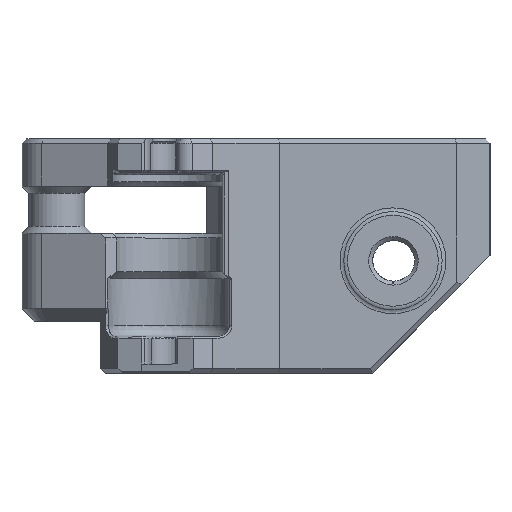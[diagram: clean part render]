
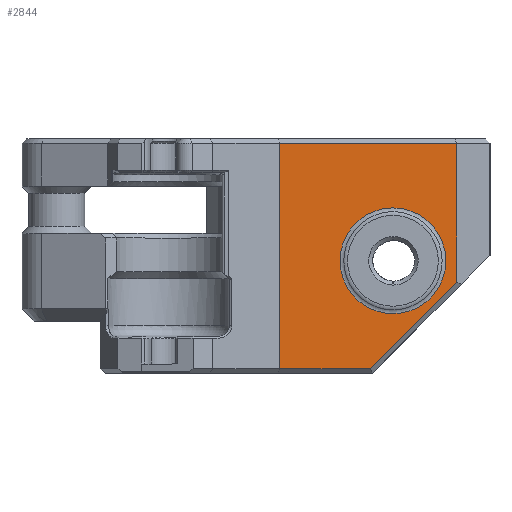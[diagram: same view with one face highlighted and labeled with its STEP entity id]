
A CAD part, top view. The second image highlights one B-rep face of the part: STEP entity #2844.
In plain terms, the highlighted planar face has unit normal (0, 0, 1).
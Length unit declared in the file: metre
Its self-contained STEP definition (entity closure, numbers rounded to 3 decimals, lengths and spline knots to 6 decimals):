
#88=PLANE('',#3082);
#230=LINE('',#4082,#515);
#356=LINE('',#4472,#641);
#360=LINE('',#4479,#645);
#373=LINE('',#4528,#658);
#459=LINE('',#4745,#744);
#515=VECTOR('',#3182,1.);
#641=VECTOR('',#3460,1.);
#645=VECTOR('',#3468,1.);
#658=VECTOR('',#3503,1.);
#744=VECTOR('',#3711,1.);
#1297=ORIENTED_EDGE('',*,*,#1955,.T.);
#1298=ORIENTED_EDGE('',*,*,#1652,.T.);
#1299=ORIENTED_EDGE('',*,*,#1956,.T.);
#1300=ORIENTED_EDGE('',*,*,#1831,.F.);
#1301=ORIENTED_EDGE('',*,*,#1827,.F.);
#1302=ORIENTED_EDGE('',*,*,#1850,.F.);
#1652=EDGE_CURVE('',#2068,#2067,#230,.T.);
#1827=EDGE_CURVE('',#2211,#2212,#356,.T.);
#1831=EDGE_CURVE('',#2212,#2213,#360,.T.);
#1850=EDGE_CURVE('',#2068,#2211,#373,.T.);
#1955=EDGE_CURVE('',#2281,#2281,#2367,.F.);
#1956=EDGE_CURVE('',#2067,#2213,#459,.T.);
#2067=VERTEX_POINT('',#4081);
#2068=VERTEX_POINT('',#4083);
#2211=VERTEX_POINT('',#4471);
#2212=VERTEX_POINT('',#4473);
#2213=VERTEX_POINT('',#4480);
#2281=VERTEX_POINT('',#4744);
#2367=CIRCLE('',#3083,0.004697);
#2477=EDGE_LOOP('',(#1297));
#2478=EDGE_LOOP('',(#1298,#1299,#1300,#1301,#1302));
#2653=FACE_BOUND('',#2477,.T.);
#2654=FACE_BOUND('',#2478,.T.);
#2844=ADVANCED_FACE('',(#2653,#2654),#88,.T.);
#3082=AXIS2_PLACEMENT_3D('',#4742,#3707,#3708);
#3083=AXIS2_PLACEMENT_3D('',#4743,#3709,#3710);
#3182=DIRECTION('',(0.,-1.,0.));
#3460=DIRECTION('',(0.,-1.,0.));
#3468=DIRECTION('',(-0.707,-0.707,0.));
#3503=DIRECTION('',(1.,0.,0.));
#3707=DIRECTION('',(0.,0.,1.));
#3708=DIRECTION('',(0.,1.,0.));
#3709=DIRECTION('',(0.,0.,1.));
#3710=DIRECTION('',(1.,0.,0.));
#3711=DIRECTION('',(1.,0.,0.));
#4081=CARTESIAN_POINT('',(-0.007423,-0.011587,0.0072));
#4082=CARTESIAN_POINT('',(-0.007423,0.017613,0.0072));
#4083=CARTESIAN_POINT('',(-0.007423,0.008413,0.0072));
#4471=CARTESIAN_POINT('',(0.008309,0.008413,0.0072));
#4472=CARTESIAN_POINT('',(0.008309,0.007743,0.0072));
#4473=CARTESIAN_POINT('',(0.008309,-0.003924,0.0072));
#4479=CARTESIAN_POINT('',(-0.005289,-0.017523,0.0072));
#4480=CARTESIAN_POINT('',(0.000646,-0.011587,0.0072));
#4528=CARTESIAN_POINT('',(-0.061755,0.008413,0.0072));
#4742=CARTESIAN_POINT('',(-0.06219,0.017613,0.0072));
#4743=CARTESIAN_POINT('',(0.00264,-0.002012,0.0072));
#4744=CARTESIAN_POINT('',(0.007337,-0.002012,0.0072));
#4745=CARTESIAN_POINT('',(0.000158,-0.011587,0.0072));
